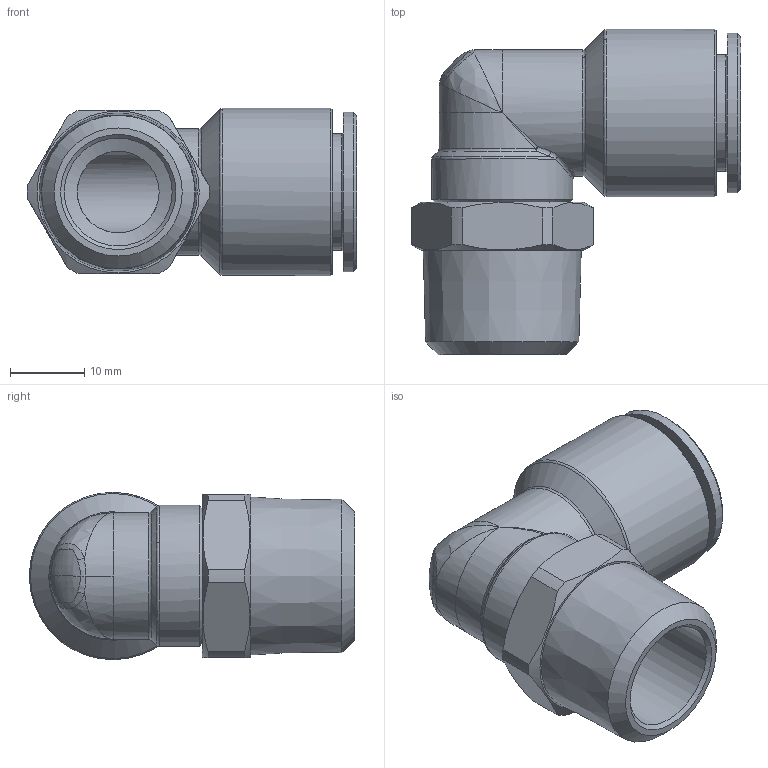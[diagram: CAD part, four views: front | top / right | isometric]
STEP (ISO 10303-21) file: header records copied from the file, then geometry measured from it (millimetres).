
FILE_DESCRIPTION(( 'RT.16.14.12.stp' ), '1');
FILE_NAME( 'RT.16.14.12.stp', '2021-02-22T12:18:57',( 'Sopra'),('sopra-pneumatic.com'), 'SwSTEP 2.0','SolidWorks 2009','' );
FILE_SCHEMA( ( 'CONFIG_CONTROL_DESIGN' ) );
Length unit declared in the file: millimetre
Products named in the file (1): NONE
Bounding box: 44.35 x 43.75 x 22.5 mm (x, y, z)
Volume: 11704.2 mm3; surface area: 7783.1 mm2
Topology: 1 solids, 3 shells, 90 faces, 219 edges, 132 vertices
Faces by surface type: bspline 32, cylinder 24, plane 21, cone 13
Full cylindrical faces by diameter (mm): 11 x2, 14.15 x1, 14.5 x1, 15.7 x1, 17 x1, 19 x1, 21.5 x1, 22.5 x1
Entity records: 4596 total; most frequent: CARTESIAN_POINT 2827, ORIENTED_EDGE 370, DIRECTION 286, EDGE_CURVE 185, VERTEX_POINT 127, AXIS2_PLACEMENT_3D 125, EDGE_LOOP 118, FACE_OUTER_BOUND 99
